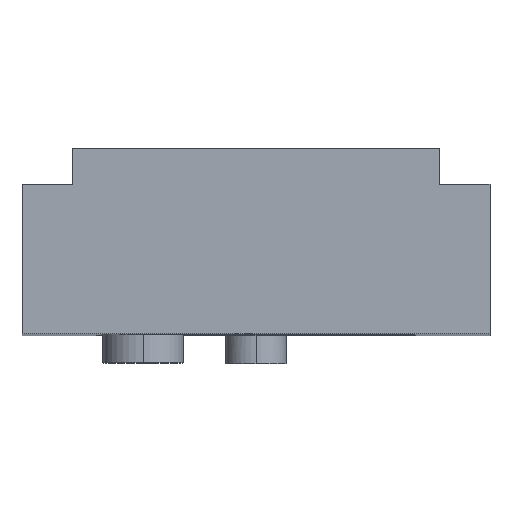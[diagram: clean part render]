
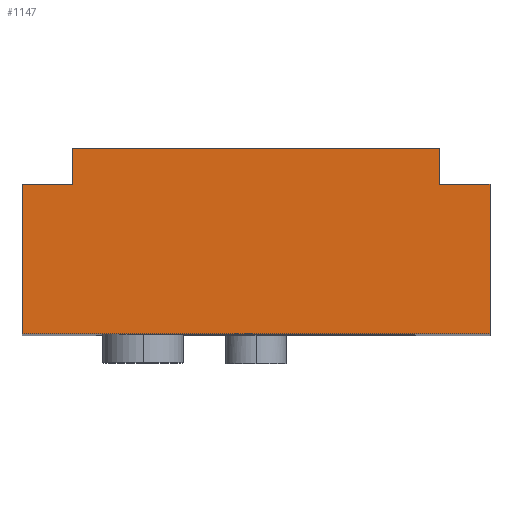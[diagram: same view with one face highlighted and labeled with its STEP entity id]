
A CAD part, top view. The second image highlights one B-rep face of the part: STEP entity #1147.
In plain terms, the highlighted planar face has unit normal (0, 0, 1).
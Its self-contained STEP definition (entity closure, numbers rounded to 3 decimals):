
#122 = LINE ( 'NONE', #578, #396 ) ;
#125 = DIRECTION ( 'NONE',  ( -1., 0., 0. ) ) ;
#157 = LINE ( 'NONE', #778, #237 ) ;
#169 = EDGE_CURVE ( 'NONE', #495, #1361, #696, .T. ) ;
#237 = VECTOR ( 'NONE', #1044, 1000. ) ;
#247 = VECTOR ( 'NONE', #366, 1000. ) ;
#278 = PLANE ( 'NONE',  #1583 ) ;
#291 = VERTEX_POINT ( 'NONE', #538 ) ;
#299 = DIRECTION ( 'NONE',  ( 0., 1., 0. ) ) ;
#312 = VECTOR ( 'NONE', #662, 1000. ) ;
#317 = EDGE_CURVE ( 'NONE', #291, #623, #966, .T. ) ;
#351 = ORIENTED_EDGE ( 'NONE', *, *, #1309, .T. ) ;
#366 = DIRECTION ( 'NONE',  ( 1., 0., 0. ) ) ;
#373 = CARTESIAN_POINT ( 'NONE',  ( -4.55, 1.4, 0. ) ) ;
#380 = VERTEX_POINT ( 'NONE', #865 ) ;
#396 = VECTOR ( 'NONE', #125, 1000. ) ;
#408 = ORIENTED_EDGE ( 'NONE', *, *, #1016, .T. ) ;
#409 = CARTESIAN_POINT ( 'NONE',  ( -4.55, 1.4, 0. ) ) ;
#420 = ORIENTED_EDGE ( 'NONE', *, *, #1184, .T. ) ;
#424 = EDGE_CURVE ( 'NONE', #536, #380, #157, .T. ) ;
#460 = ORIENTED_EDGE ( 'NONE', *, *, #169, .T. ) ;
#464 = CARTESIAN_POINT ( 'NONE',  ( -5.8, -2.3, 0. ) ) ;
#469 = VECTOR ( 'NONE', #299, 1000. ) ;
#484 = DIRECTION ( 'NONE',  ( 0., 0., 1. ) ) ;
#495 = VERTEX_POINT ( 'NONE', #1198 ) ;
#514 = DIRECTION ( 'NONE',  ( 0., 1., 0. ) ) ;
#536 = VERTEX_POINT ( 'NONE', #996 ) ;
#538 = CARTESIAN_POINT ( 'NONE',  ( -4.55, 2.3, 0. ) ) ;
#539 = LINE ( 'NONE', #945, #839 ) ;
#564 = EDGE_CURVE ( 'NONE', #380, #1338, #1036, .T. ) ;
#578 = CARTESIAN_POINT ( 'NONE',  ( -5.8, 1.4, 0. ) ) ;
#586 = DIRECTION ( 'NONE',  ( 0., -1., 0. ) ) ;
#593 = ORIENTED_EDGE ( 'NONE', *, *, #424, .T. ) ;
#623 = VERTEX_POINT ( 'NONE', #373 ) ;
#640 = CARTESIAN_POINT ( 'NONE',  ( 4.55, 1.4, 0. ) ) ;
#662 = DIRECTION ( 'NONE',  ( 0., -1., 0. ) ) ;
#690 = CARTESIAN_POINT ( 'NONE',  ( 5.8, -2.3, 0. ) ) ;
#695 = DIRECTION ( 'NONE',  ( -1., 0., 0. ) ) ;
#696 = LINE ( 'NONE', #1557, #1221 ) ;
#698 = CARTESIAN_POINT ( 'NONE',  ( -5.8, -2.3, 0. ) ) ;
#744 = LINE ( 'NONE', #1381, #1364 ) ;
#778 = CARTESIAN_POINT ( 'NONE',  ( 5.8, 1.4, 0. ) ) ;
#787 = ORIENTED_EDGE ( 'NONE', *, *, #564, .T. ) ;
#839 = VECTOR ( 'NONE', #514, 1000. ) ;
#865 = CARTESIAN_POINT ( 'NONE',  ( 4.55, 1.4, 0. ) ) ;
#945 = CARTESIAN_POINT ( 'NONE',  ( 5.8, -2.3, 0. ) ) ;
#957 = ORIENTED_EDGE ( 'NONE', *, *, #317, .T. ) ;
#966 = LINE ( 'NONE', #409, #312 ) ;
#996 = CARTESIAN_POINT ( 'NONE',  ( 5.8, 1.4, 0. ) ) ;
#1002 = DIRECTION ( 'NONE',  ( 1., 0., 0. ) ) ;
#1016 = EDGE_CURVE ( 'NONE', #1361, #1514, #1488, .T. ) ;
#1036 = LINE ( 'NONE', #640, #469 ) ;
#1044 = DIRECTION ( 'NONE',  ( -1., 0., 0. ) ) ;
#1147 = ADVANCED_FACE ( 'NONE', ( #1623 ), #278, .T. ) ;
#1184 = EDGE_CURVE ( 'NONE', #623, #495, #122, .T. ) ;
#1198 = CARTESIAN_POINT ( 'NONE',  ( -5.8, 1.4, 0. ) ) ;
#1217 = CARTESIAN_POINT ( 'NONE',  ( 4.55, 2.3, 0. ) ) ;
#1221 = VECTOR ( 'NONE', #586, 1000. ) ;
#1293 = EDGE_CURVE ( 'NONE', #1514, #536, #539, .T. ) ;
#1309 = EDGE_CURVE ( 'NONE', #1338, #291, #744, .T. ) ;
#1338 = VERTEX_POINT ( 'NONE', #1217 ) ;
#1361 = VERTEX_POINT ( 'NONE', #698 ) ;
#1364 = VECTOR ( 'NONE', #695, 1000. ) ;
#1381 = CARTESIAN_POINT ( 'NONE',  ( 4.55, 2.3, 0. ) ) ;
#1426 = CARTESIAN_POINT ( 'NONE',  ( 0., 0., 0. ) ) ;
#1440 = ORIENTED_EDGE ( 'NONE', *, *, #1293, .T. ) ;
#1488 = LINE ( 'NONE', #464, #247 ) ;
#1514 = VERTEX_POINT ( 'NONE', #690 ) ;
#1557 = CARTESIAN_POINT ( 'NONE',  ( -5.8, -2.3, 0. ) ) ;
#1583 = AXIS2_PLACEMENT_3D ( 'NONE', #1426, #484, #1002 ) ;
#1598 = EDGE_LOOP ( 'NONE', ( #1440, #593, #787, #351, #957, #420, #460, #408 ) ) ;
#1623 = FACE_OUTER_BOUND ( 'NONE', #1598, .T. ) ;
